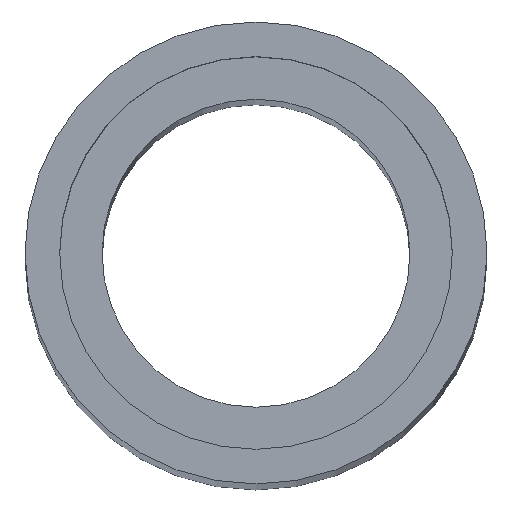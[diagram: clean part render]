
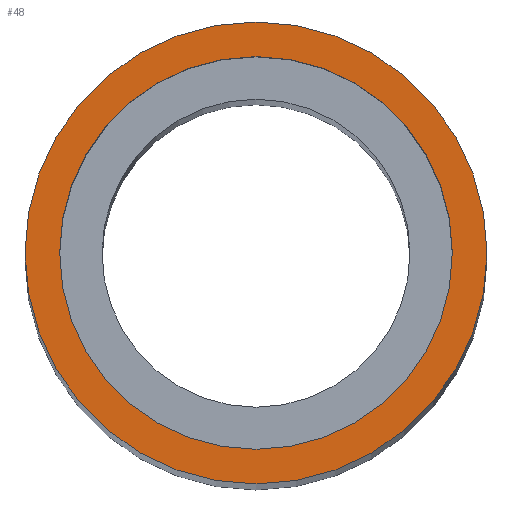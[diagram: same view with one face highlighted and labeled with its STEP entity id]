
A CAD part, top view. The second image highlights one B-rep face of the part: STEP entity #48.
In plain terms, the highlighted planar face has unit normal (0, 0, 1).
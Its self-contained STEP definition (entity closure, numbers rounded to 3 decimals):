
#48=ADVANCED_FACE('',(#120,#122),#124,.T.);
#120=FACE_BOUND('',#121,.T.);
#121=EDGE_LOOP('',(#192));
#122=FACE_BOUND('',#123,.T.);
#123=EDGE_LOOP('',(#193));
#124=PLANE('',#125);
#125=AXIS2_PLACEMENT_3D('',#126,#127,#128);
#126=CARTESIAN_POINT('',(0.,0.,90.));
#127=DIRECTION('',(0.,0.,1.));
#128=DIRECTION('',(-1.,0.,0.));
#192=ORIENTED_EDGE('',*,*,#208,.T.);
#193=ORIENTED_EDGE('',*,*,#209,.T.);
#208=EDGE_CURVE('',#216,#216,#217,.T.);
#209=EDGE_CURVE('',#218,#218,#219,.F.);
#216=VERTEX_POINT('',#232);
#217=CIRCLE('',#233,6.);
#218=VERTEX_POINT('',#237);
#219=CIRCLE('',#238,5.1);
#232=CARTESIAN_POINT('',(-6.,0.,90.));
#233=AXIS2_PLACEMENT_3D('',#234,#235,#236);
#234=CARTESIAN_POINT('',(0.,0.,90.));
#235=DIRECTION('',(0.,0.,1.));
#236=DIRECTION('',(-1.,0.,0.));
#237=CARTESIAN_POINT('',(-5.1,0.,90.));
#238=AXIS2_PLACEMENT_3D('',#239,#240,#241);
#239=CARTESIAN_POINT('',(0.,0.,90.));
#240=DIRECTION('',(0.,0.,1.));
#241=DIRECTION('',(-1.,0.,0.));
